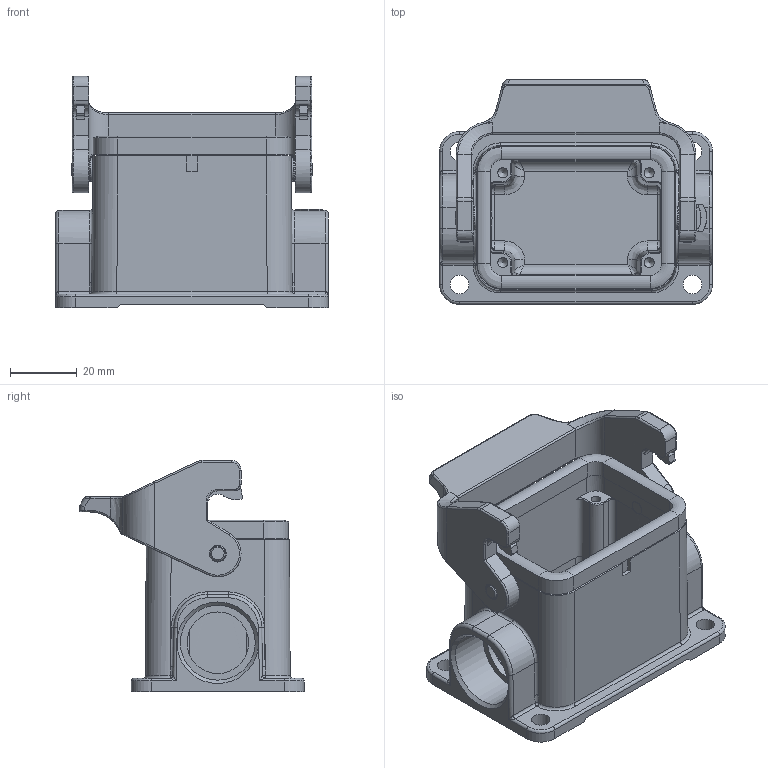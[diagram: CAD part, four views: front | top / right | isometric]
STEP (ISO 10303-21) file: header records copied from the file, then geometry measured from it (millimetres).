
FILE_DESCRIPTION(/* description */ (''),/* implementation_level */ '2;1');
FILE_NAME(/* name */ '100595109ugm000_c.stp',/* time_stamp */ '2019-05-27T13:21:18+02:00',/* author */ (''),/* organization */ (''),/* preprocessor_version */ 'ST-DEVELOPER v16.7',/* originating_system */ 'SIEMENS PLM Software NX 12.0',/* authorisation */ '');
FILE_SCHEMA (('AUTOMOTIVE_DESIGN { 1 0 10303 214 3 1 1 1 }'));
Length unit declared in the file: millimetre
Products named in the file (1): 100595109ugm000_c
Bounding box: 82 x 67.5 x 69.5 mm (x, y, z)
Volume: 73839.9 mm3; surface area: 36859.2 mm2
Topology: 2 solids, 2 shells, 533 faces, 1371 edges, 836 vertices
Faces by surface type: plane 206, cylinder 184, bspline 102, torus 20, cone 13, sphere 6, extrusion 2
Full cylindrical faces by diameter (mm): 0.88 x1, 1.04 x1, 3 x4, 4 x2, 4.8 x2, 5.1 x2, 5.6 x4, 7 x2, 18.5 x1, 21.2 x1, 22.5 x1
Entity records: 20635 total; most frequent: CARTESIAN_POINT 6597, ORIENTED_EDGE 2574, DIRECTION 2439, EDGE_CURVE 1287, AXIS2_PLACEMENT_3D 891, VERTEX_POINT 817, VECTOR 657, LINE 655
